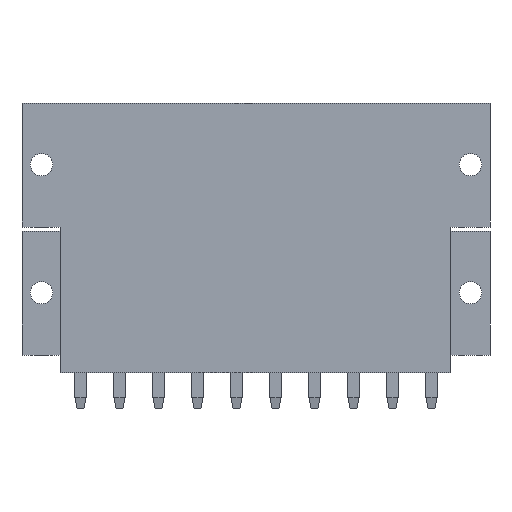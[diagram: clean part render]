
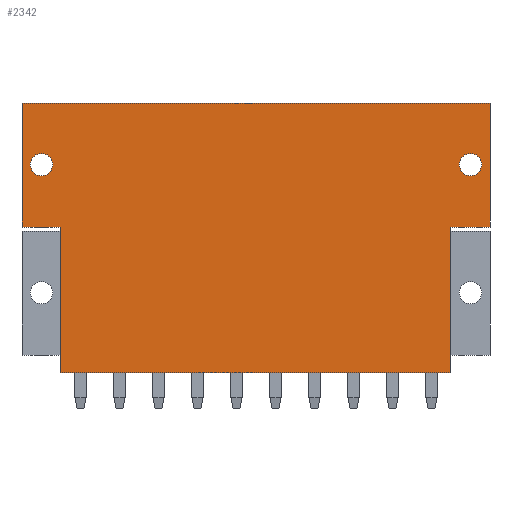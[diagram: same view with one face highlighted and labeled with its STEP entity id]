
A CAD part, front view. The second image highlights one B-rep face of the part: STEP entity #2342.
In plain terms, the highlighted planar face has unit normal (0, -1, 0).
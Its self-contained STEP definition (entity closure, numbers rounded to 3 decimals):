
#2256=AXIS2_PLACEMENT_3D('Plane Axis2P3D',#2253,#2254,#2255) ;
#2308=AXIS2_PLACEMENT_3D('Circle Axis2P3D',#2306,#2307,$) ;
#2317=AXIS2_PLACEMENT_3D('Circle Axis2P3D',#2315,#2316,$) ;
#2326=AXIS2_PLACEMENT_3D('Circle Axis2P3D',#2324,#2325,$) ;
#2335=AXIS2_PLACEMENT_3D('Circle Axis2P3D',#2333,#2334,$) ;
#40=CARTESIAN_POINT('Vertex',(0.,0.,27.4)) ;
#45=CARTESIAN_POINT('Line Origine',(21.,0.,27.4)) ;
#49=CARTESIAN_POINT('Vertex',(42.,0.,27.4)) ;
#1551=CARTESIAN_POINT('Vertex',(38.5,0.,3.2)) ;
#1554=CARTESIAN_POINT('Line Origine',(21.,0.,3.2)) ;
#1558=CARTESIAN_POINT('Vertex',(3.5,0.,3.2)) ;
#2253=CARTESIAN_POINT('Axis2P3D Location',(3.5,0.,27.4)) ;
#2258=CARTESIAN_POINT('Line Origine',(38.5,0.,9.75)) ;
#2262=CARTESIAN_POINT('Vertex',(38.5,0.,16.3)) ;
#2265=CARTESIAN_POINT('Line Origine',(40.25,0.,16.3)) ;
#2269=CARTESIAN_POINT('Vertex',(42.,0.,16.3)) ;
#2272=CARTESIAN_POINT('Line Origine',(42.,0.,21.85)) ;
#2277=CARTESIAN_POINT('Line Origine',(0.,0.,21.85)) ;
#2281=CARTESIAN_POINT('Vertex',(0.,0.,16.3)) ;
#2284=CARTESIAN_POINT('Line Origine',(1.75,0.,16.3)) ;
#2288=CARTESIAN_POINT('Vertex',(3.5,0.,16.3)) ;
#2291=CARTESIAN_POINT('Line Origine',(3.5,0.,9.75)) ;
#2306=CARTESIAN_POINT('Axis2P3D Location',(40.25,0.,21.9)) ;
#2310=CARTESIAN_POINT('Vertex',(39.25,0.,21.9)) ;
#2312=CARTESIAN_POINT('Vertex',(41.25,0.,21.9)) ;
#2315=CARTESIAN_POINT('Axis2P3D Location',(40.25,0.,21.9)) ;
#2324=CARTESIAN_POINT('Axis2P3D Location',(1.75,0.,21.9)) ;
#2328=CARTESIAN_POINT('Vertex',(2.75,0.,21.9)) ;
#2330=CARTESIAN_POINT('Vertex',(0.75,0.,21.9)) ;
#2333=CARTESIAN_POINT('Axis2P3D Location',(1.75,0.,21.9)) ;
#46=DIRECTION('Vector Direction',(1.,0.,0.)) ;
#1555=DIRECTION('Vector Direction',(1.,0.,0.)) ;
#2254=DIRECTION('Axis2P3D Direction',(0.,-1.,0.)) ;
#2255=DIRECTION('Axis2P3D XDirection',(0.,0.,-1.)) ;
#2259=DIRECTION('Vector Direction',(0.,0.,-1.)) ;
#2266=DIRECTION('Vector Direction',(1.,0.,0.)) ;
#2273=DIRECTION('Vector Direction',(0.,0.,-1.)) ;
#2278=DIRECTION('Vector Direction',(0.,0.,-1.)) ;
#2285=DIRECTION('Vector Direction',(1.,0.,0.)) ;
#2292=DIRECTION('Vector Direction',(0.,0.,-1.)) ;
#2307=DIRECTION('Axis2P3D Direction',(0.,-1.,0.)) ;
#2316=DIRECTION('Axis2P3D Direction',(0.,-1.,0.)) ;
#2325=DIRECTION('Axis2P3D Direction',(0.,-1.,0.)) ;
#2334=DIRECTION('Axis2P3D Direction',(0.,-1.,0.)) ;
#47=VECTOR('Line Direction',#46,1.) ;
#1556=VECTOR('Line Direction',#1555,1.) ;
#2260=VECTOR('Line Direction',#2259,1.) ;
#2267=VECTOR('Line Direction',#2266,1.) ;
#2274=VECTOR('Line Direction',#2273,1.) ;
#2279=VECTOR('Line Direction',#2278,1.) ;
#2286=VECTOR('Line Direction',#2285,1.) ;
#2293=VECTOR('Line Direction',#2292,1.) ;
#2297=ORIENTED_EDGE('',*,*,#2264,.T.) ;
#2298=ORIENTED_EDGE('',*,*,#2271,.F.) ;
#2299=ORIENTED_EDGE('',*,*,#2276,.T.) ;
#2300=ORIENTED_EDGE('',*,*,#51,.T.) ;
#2301=ORIENTED_EDGE('',*,*,#2283,.F.) ;
#2302=ORIENTED_EDGE('',*,*,#2290,.T.) ;
#2303=ORIENTED_EDGE('',*,*,#2295,.F.) ;
#2304=ORIENTED_EDGE('',*,*,#1560,.T.) ;
#2321=ORIENTED_EDGE('',*,*,#2314,.F.) ;
#2322=ORIENTED_EDGE('',*,*,#2319,.F.) ;
#2339=ORIENTED_EDGE('',*,*,#2332,.T.) ;
#2340=ORIENTED_EDGE('',*,*,#2337,.T.) ;
#2323=FACE_BOUND('',#2320,.T.) ;
#2341=FACE_BOUND('',#2338,.T.) ;
#2342=ADVANCED_FACE('Housing',(#2305,#2323,#2341),#2257,.T.) ;
#2309=CIRCLE('generated circle',#2308,1.) ;
#2318=CIRCLE('generated circle',#2317,1.) ;
#2327=CIRCLE('generated circle',#2326,1.) ;
#2336=CIRCLE('generated circle',#2335,1.) ;
#51=EDGE_CURVE('',#50,#41,#48,.F.) ;
#1560=EDGE_CURVE('',#1559,#1552,#1557,.T.) ;
#2264=EDGE_CURVE('',#1552,#2263,#2261,.F.) ;
#2271=EDGE_CURVE('',#2270,#2263,#2268,.F.) ;
#2276=EDGE_CURVE('',#2270,#50,#2275,.F.) ;
#2283=EDGE_CURVE('',#2282,#41,#2280,.F.) ;
#2290=EDGE_CURVE('',#2282,#2289,#2287,.T.) ;
#2295=EDGE_CURVE('',#1559,#2289,#2294,.F.) ;
#2314=EDGE_CURVE('',#2311,#2313,#2309,.T.) ;
#2319=EDGE_CURVE('',#2313,#2311,#2318,.T.) ;
#2332=EDGE_CURVE('',#2329,#2331,#2327,.F.) ;
#2337=EDGE_CURVE('',#2331,#2329,#2336,.F.) ;
#2296=EDGE_LOOP('',(#2297,#2298,#2299,#2300,#2301,#2302,#2303,#2304)) ;
#2320=EDGE_LOOP('',(#2321,#2322)) ;
#2338=EDGE_LOOP('',(#2339,#2340)) ;
#2305=FACE_OUTER_BOUND('',#2296,.T.) ;
#48=LINE('Line',#45,#47) ;
#1557=LINE('Line',#1554,#1556) ;
#2261=LINE('Line',#2258,#2260) ;
#2268=LINE('Line',#2265,#2267) ;
#2275=LINE('Line',#2272,#2274) ;
#2280=LINE('Line',#2277,#2279) ;
#2287=LINE('Line',#2284,#2286) ;
#2294=LINE('Line',#2291,#2293) ;
#2257=PLANE('',#2256) ;
#41=VERTEX_POINT('',#40) ;
#50=VERTEX_POINT('',#49) ;
#1552=VERTEX_POINT('',#1551) ;
#1559=VERTEX_POINT('',#1558) ;
#2263=VERTEX_POINT('',#2262) ;
#2270=VERTEX_POINT('',#2269) ;
#2282=VERTEX_POINT('',#2281) ;
#2289=VERTEX_POINT('',#2288) ;
#2311=VERTEX_POINT('',#2310) ;
#2313=VERTEX_POINT('',#2312) ;
#2329=VERTEX_POINT('',#2328) ;
#2331=VERTEX_POINT('',#2330) ;
